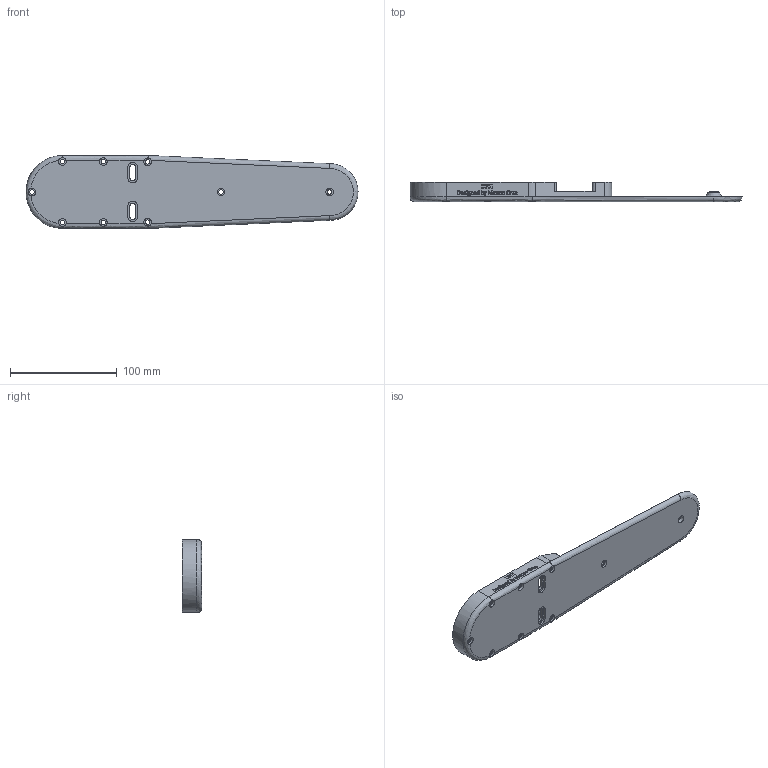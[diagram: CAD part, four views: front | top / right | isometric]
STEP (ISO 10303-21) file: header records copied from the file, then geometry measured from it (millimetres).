
FILE_DESCRIPTION(/* description */ ('STEP AP242','CAx-IF Rec.Pracs.---Representation and Presentation of Product Manufacturing Information (PMI)---4.0---2014-10-13','CAx-IF Rec.Pracs.---3D Tessellated Geometry---0.4---2014-09-14','2;1'),/* implementation_level */ '2;1');
FILE_NAME(/* name */ 'whole leg - upper leg cover',/* time_stamp */ '2024-09-04T13:26:37Z',/* author */ (''),/* organization */ (''),/* preprocessor_version */ 'ST-DEVELOPER v20',/* originating_system */ ' ',/* authorisation */ ' ');
FILE_SCHEMA (('AP242_MANAGED_MODEL_BASED_3D_ENGINEERING_MIM_LF { 1 0 10303 442 1 1 4 }'));
Length unit declared in the file: metre
Products named in the file (1): upper leg cover
Bounding box: 310.6 x 18 x 68.2 mm (x, y, z)
Volume: 100178.6 mm3; surface area: 52880.2 mm2
Topology: 1 solids, 1 shells, 709 faces, 1898 edges, 1236 vertices
Faces by surface type: bspline 329, plane 288, cylinder 92
Full cylindrical faces by diameter (mm): 4.2 x9, 7.2 x9, 8.1 x2
Entity records: 40650 total; most frequent: CARTESIAN_POINT 25314, ORIENTED_EDGE 3718, DIRECTION 2104, EDGE_CURVE 1859, VERTEX_POINT 1219, LINE 974, VECTOR 974, EDGE_LOOP 798
